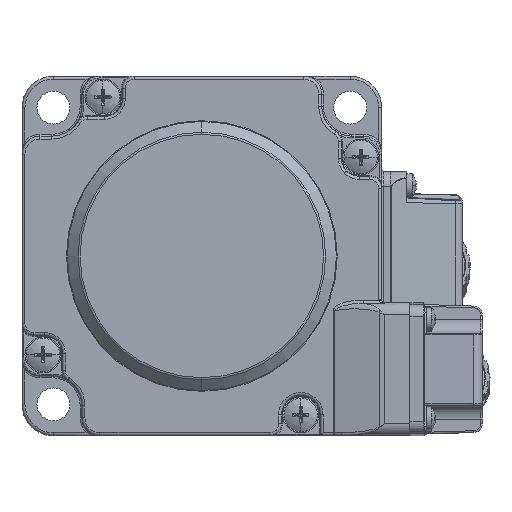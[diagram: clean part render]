
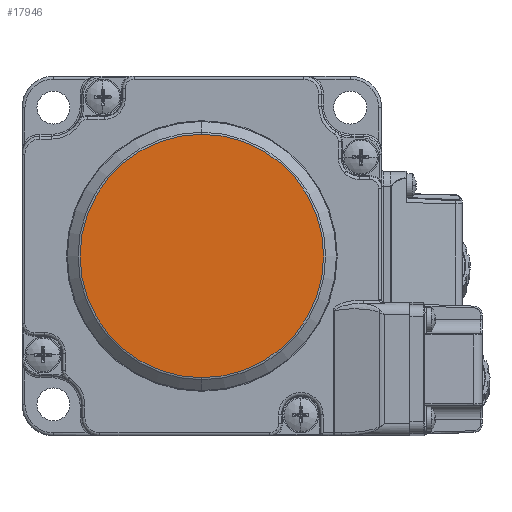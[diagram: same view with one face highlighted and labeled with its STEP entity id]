
A CAD part, front view. The second image highlights one B-rep face of the part: STEP entity #17946.
In plain terms, the highlighted planar face has unit normal (0, -1, 0).
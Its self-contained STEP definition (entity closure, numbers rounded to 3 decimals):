
#2126 = CARTESIAN_POINT ( 'NONE',  ( 0., -81.45, 20.308 ) ) ;
#2701 = DIRECTION ( 'NONE',  ( 0., 0., -1. ) ) ;
#2987 = DIRECTION ( 'NONE',  ( 0., -1., 0. ) ) ;
#6478 = DIRECTION ( 'NONE',  ( 0., 0., -1. ) ) ;
#8642 = EDGE_CURVE ( 'NONE', #22610, #32569, #11562, .T. ) ;
#10771 = AXIS2_PLACEMENT_3D ( 'NONE', #37392, #2987, #2701 ) ;
#11562 = CIRCLE ( 'NONE', #48189, 20.308 ) ;
#12616 = CARTESIAN_POINT ( 'NONE',  ( 0., -81.45, -20.308 ) ) ;
#13382 = CARTESIAN_POINT ( 'NONE',  ( 0., -81.45, 0. ) ) ;
#13854 = CIRCLE ( 'NONE', #15693, 20.308 ) ;
#15693 = AXIS2_PLACEMENT_3D ( 'NONE', #42577, #28281, #6478 ) ;
#17307 = EDGE_LOOP ( 'NONE', ( #55466, #31439 ) ) ;
#17946 = ADVANCED_FACE ( 'NONE', ( #24498 ), #46838, .T. ) ;
#22610 = VERTEX_POINT ( 'NONE', #2126 ) ;
#24387 = EDGE_CURVE ( 'NONE', #32569, #22610, #13854, .T. ) ;
#24498 = FACE_OUTER_BOUND ( 'NONE', #17307, .T. ) ;
#28281 = DIRECTION ( 'NONE',  ( 0., -1., 0. ) ) ;
#30881 = DIRECTION ( 'NONE',  ( 0., 0., -1. ) ) ;
#31439 = ORIENTED_EDGE ( 'NONE', *, *, #8642, .T. ) ;
#32569 = VERTEX_POINT ( 'NONE', #12616 ) ;
#34899 = DIRECTION ( 'NONE',  ( 0., -1., 0. ) ) ;
#37392 = CARTESIAN_POINT ( 'NONE',  ( 0., -81.45, 0. ) ) ;
#42577 = CARTESIAN_POINT ( 'NONE',  ( 0., -81.45, 0. ) ) ;
#46838 = PLANE ( 'NONE',  #10771 ) ;
#48189 = AXIS2_PLACEMENT_3D ( 'NONE', #13382, #34899, #30881 ) ;
#55466 = ORIENTED_EDGE ( 'NONE', *, *, #24387, .T. ) ;
